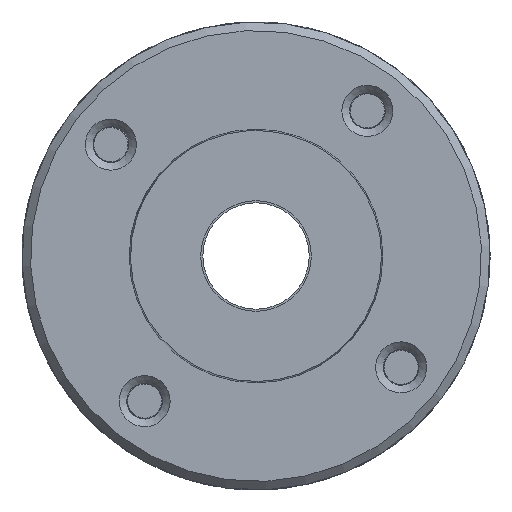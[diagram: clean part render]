
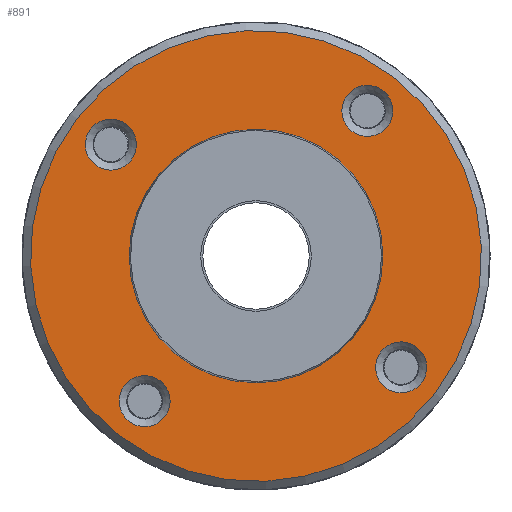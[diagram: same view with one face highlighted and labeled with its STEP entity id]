
A CAD part, left-side view. The second image highlights one B-rep face of the part: STEP entity #891.
In plain terms, the highlighted planar face has unit normal (-1, 0, 0).
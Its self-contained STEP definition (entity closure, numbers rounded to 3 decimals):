
#891 = ADVANCED_FACE( '', ( #2288, #2289, #2290, #2291, #2292, #2293 ), #2294, .T. );
#2288 = FACE_BOUND( '', #4332, .T. );
#2289 = FACE_OUTER_BOUND( '', #4333, .T. );
#2290 = FACE_BOUND( '', #4334, .T. );
#2291 = FACE_BOUND( '', #4335, .T. );
#2292 = FACE_BOUND( '', #4336, .T. );
#2293 = FACE_BOUND( '', #4337, .T. );
#2294 = PLANE( '', #4338 );
#4332 = EDGE_LOOP( '', ( #7108 ) );
#4333 = EDGE_LOOP( '', ( #7109 ) );
#4334 = EDGE_LOOP( '', ( #7110 ) );
#4335 = EDGE_LOOP( '', ( #7111 ) );
#4336 = EDGE_LOOP( '', ( #7112 ) );
#4337 = EDGE_LOOP( '', ( #7113 ) );
#4338 = AXIS2_PLACEMENT_3D( '', #7114, #7115, #7116 );
#7108 = ORIENTED_EDGE( '', *, *, #11709, .T. );
#7109 = ORIENTED_EDGE( '', *, *, #11772, .T. );
#7110 = ORIENTED_EDGE( '', *, *, #11866, .T. );
#7111 = ORIENTED_EDGE( '', *, *, #11867, .T. );
#7112 = ORIENTED_EDGE( '', *, *, #11868, .T. );
#7113 = ORIENTED_EDGE( '', *, *, #11869, .T. );
#7114 = CARTESIAN_POINT( '', ( -37.5, -9.04, 11.781 ) );
#7115 = DIRECTION( '', ( -1., 0., 0. ) );
#7116 = DIRECTION( '', ( 0., -0.609, 0.793 ) );
#11709 = EDGE_CURVE( '', #13974, #13974, #13975, .F. );
#11772 = EDGE_CURVE( '', #14081, #14081, #14082, .T. );
#11866 = EDGE_CURVE( '', #14232, #14232, #14233, .T. );
#11867 = EDGE_CURVE( '', #14234, #14234, #14235, .T. );
#11868 = EDGE_CURVE( '', #14236, #14236, #14237, .T. );
#11869 = EDGE_CURVE( '', #14238, #14238, #14239, .T. );
#13974 = VERTEX_POINT( '', #17237 );
#13975 = CIRCLE( '', #17238, 14.9 );
#14081 = VERTEX_POINT( '', #17382 );
#14082 = CIRCLE( '', #17383, 26.5 );
#14232 = VERTEX_POINT( '', #17664 );
#14233 = CIRCLE( '', #17665, 3. );
#14234 = VERTEX_POINT( '', #17666 );
#14235 = CIRCLE( '', #17667, 3. );
#14236 = VERTEX_POINT( '', #17668 );
#14237 = CIRCLE( '', #17669, 3. );
#14238 = VERTEX_POINT( '', #17670 );
#14239 = CIRCLE( '', #17671, 3. );
#17237 = CARTESIAN_POINT( '', ( -37.5, -14.9, 0. ) );
#17238 = AXIS2_PLACEMENT_3D( '', #21100, #21101, #21102 );
#17382 = CARTESIAN_POINT( '', ( -37.5, -16.132, 21.024 ) );
#17383 = AXIS2_PLACEMENT_3D( '', #21192, #21193, #21194 );
#17664 = CARTESIAN_POINT( '', ( -37.5, -11.262, 14.677 ) );
#17665 = AXIS2_PLACEMENT_3D( '', #21295, #21296, #21297 );
#17666 = CARTESIAN_POINT( '', ( -37.5, 18.883, 10.708 ) );
#17667 = AXIS2_PLACEMENT_3D( '', #21298, #21299, #21300 );
#17668 = CARTESIAN_POINT( '', ( -37.5, 14.915, -19.437 ) );
#17669 = AXIS2_PLACEMENT_3D( '', #21301, #21302, #21303 );
#17670 = CARTESIAN_POINT( '', ( -37.5, -15.231, -15.468 ) );
#17671 = AXIS2_PLACEMENT_3D( '', #21304, #21305, #21306 );
#21100 = CARTESIAN_POINT( '', ( -37.5, 0., 0. ) );
#21101 = DIRECTION( '', ( -1., 0., 0. ) );
#21102 = DIRECTION( '', ( 0., -1., 0. ) );
#21192 = CARTESIAN_POINT( '', ( -37.5, 0., 0. ) );
#21193 = DIRECTION( '', ( -1., 0., 0. ) );
#21194 = DIRECTION( '', ( 0., -0.609, 0.793 ) );
#21295 = CARTESIAN_POINT( '', ( -37.5, -13.088, 17.057 ) );
#21296 = DIRECTION( '', ( 1., 0., 0. ) );
#21297 = DIRECTION( '', ( 0., 0.609, -0.793 ) );
#21298 = CARTESIAN_POINT( '', ( -37.5, 17.057, 13.088 ) );
#21299 = DIRECTION( '', ( 1., 0., 0. ) );
#21300 = DIRECTION( '', ( 0., 0.609, -0.793 ) );
#21301 = CARTESIAN_POINT( '', ( -37.5, 13.088, -17.057 ) );
#21302 = DIRECTION( '', ( 1., 0., 0. ) );
#21303 = DIRECTION( '', ( 0., 0.609, -0.793 ) );
#21304 = CARTESIAN_POINT( '', ( -37.5, -17.057, -13.088 ) );
#21305 = DIRECTION( '', ( 1., 0., 0. ) );
#21306 = DIRECTION( '', ( 0., 0.609, -0.793 ) );
